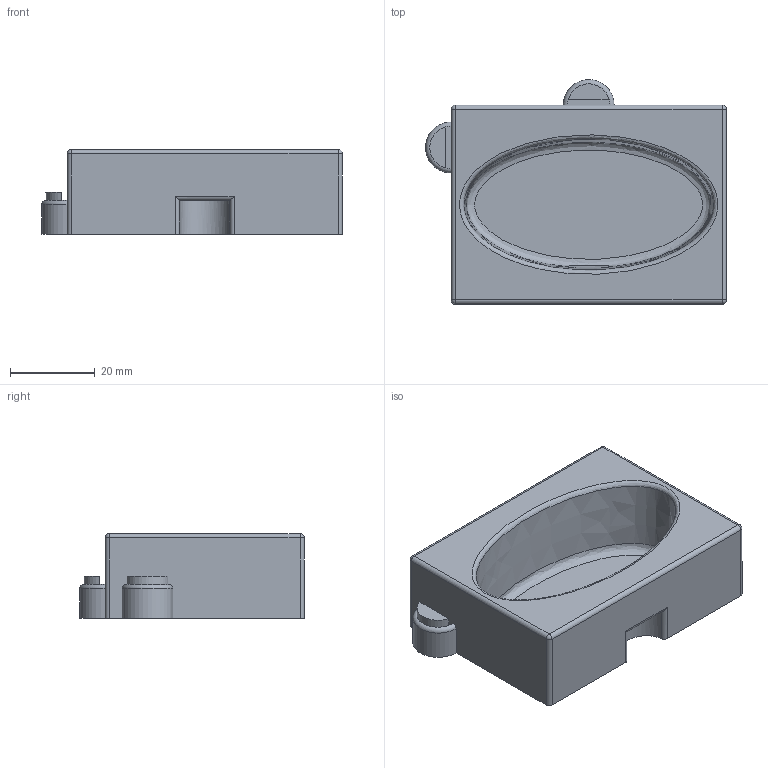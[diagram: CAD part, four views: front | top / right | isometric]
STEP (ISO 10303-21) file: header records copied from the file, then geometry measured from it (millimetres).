
FILE_DESCRIPTION(/* description */ (''),/* implementation_level */ '2;1');
FILE_NAME(/* name */ 'modular-mio-case v12.step',/* time_stamp */ '2020-05-23T17:32:33-04:00',/* author */ (''),/* organization */ (''),/* preprocessor_version */ 'ST-DEVELOPER v18.1',/* originating_system */ 'Autodesk Translation Framework v9.3.0.1241',/* authorisation */ '');
FILE_SCHEMA (('AUTOMOTIVE_DESIGN { 1 0 10303 214 3 1 1 }'));
Length unit declared in the file: millimetre
Products named in the file (1): modular-mio-case
Bounding box: 71 x 53 x 20 mm (x, y, z)
Volume: 11736.9 mm3; surface area: 20423 mm2
Topology: 1 solids, 1 shells, 71 faces, 193 edges, 123 vertices
Faces by surface type: plane 30, cylinder 28, bspline 7, sphere 4, torus 2
Entity records: 3235 total; most frequent: CARTESIAN_POINT 1419, ORIENTED_EDGE 386, DIRECTION 359, EDGE_CURVE 193, AXIS2_PLACEMENT_3D 128, VERTEX_POINT 123, LINE 103, VECTOR 103
